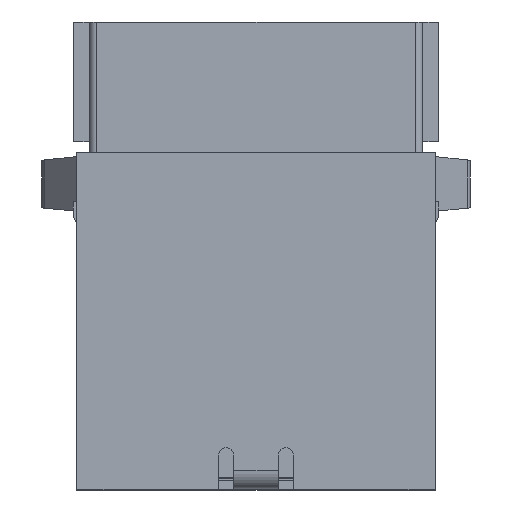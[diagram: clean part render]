
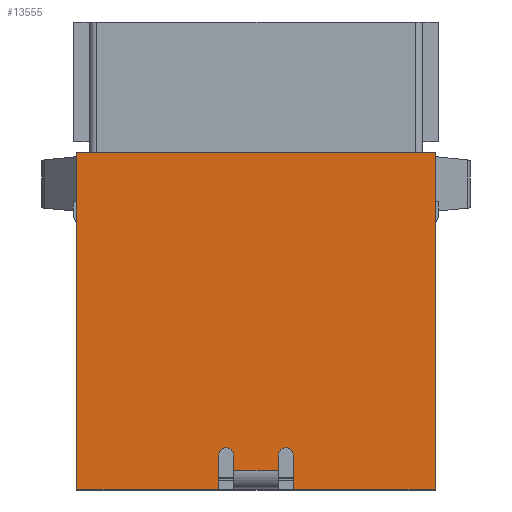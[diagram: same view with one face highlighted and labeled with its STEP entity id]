
A CAD part, top view. The second image highlights one B-rep face of the part: STEP entity #13555.
In plain terms, the highlighted planar face has unit normal (0, 0, 1).
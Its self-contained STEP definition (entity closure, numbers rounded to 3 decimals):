
#1086=DIRECTION('',(0.,-1.,0.));
#1087=VECTOR('',#1086,11.3);
#1088=CARTESIAN_POINT('',(-6.018,3.45,11.51));
#1089=LINE('',#1088,#1087);
#1559=CARTESIAN_POINT('',(-1.,-6.7,11.51));
#1560=DIRECTION('',(0.,0.,1.));
#1561=DIRECTION('',(1.,0.,0.));
#1562=AXIS2_PLACEMENT_3D('',#1559,#1560,#1561);
#1567=CARTESIAN_POINT('',(-1.,-6.7,11.51));
#1568=DIRECTION('',(0.,0.,1.));
#1569=DIRECTION('',(0.,1.,0.));
#1570=AXIS2_PLACEMENT_3D('',#1567,#1568,#1569);
#1575=DIRECTION('',(0.,-1.,0.));
#1576=VECTOR('',#1575,1.15);
#1577=CARTESIAN_POINT('',(-1.25,-6.7,11.51));
#1578=LINE('',#1577,#1576);
#1582=DIRECTION('',(-1.,0.,0.));
#1583=VECTOR('',#1582,4.768);
#1584=CARTESIAN_POINT('',(-1.25,-7.85,11.51));
#1585=LINE('',#1584,#1583);
#1589=DIRECTION('',(0.,-1.,0.));
#1590=VECTOR('',#1589,11.3);
#1591=CARTESIAN_POINT('',(6.018,3.45,11.51));
#1592=LINE('',#1591,#1590);
#1596=DIRECTION('',(-1.,0.,0.));
#1597=VECTOR('',#1596,4.768);
#1598=CARTESIAN_POINT('',(6.018,-7.85,11.51));
#1599=LINE('',#1598,#1597);
#1603=DIRECTION('',(0.,1.,0.));
#1604=VECTOR('',#1603,1.15);
#1605=CARTESIAN_POINT('',(1.25,-7.85,11.51));
#1606=LINE('',#1605,#1604);
#1610=CARTESIAN_POINT('',(1.,-6.7,11.51));
#1611=DIRECTION('',(0.,0.,1.));
#1612=DIRECTION('',(1.,0.,0.));
#1613=AXIS2_PLACEMENT_3D('',#1610,#1611,#1612);
#1618=CARTESIAN_POINT('',(1.,-6.7,11.51));
#1619=DIRECTION('',(0.,0.,1.));
#1620=DIRECTION('',(0.,1.,0.));
#1621=AXIS2_PLACEMENT_3D('',#1618,#1619,#1620);
#1634=DIRECTION('',(0.,1.,0.));
#1635=VECTOR('',#1634,0.512);
#1636=CARTESIAN_POINT('',(0.75,-7.212,11.51));
#1637=LINE('',#1636,#1635);
#1717=DIRECTION('',(1.,0.,0.));
#1718=VECTOR('',#1717,1.5);
#1719=CARTESIAN_POINT('',(-0.75,-7.212,11.51));
#1720=LINE('',#1719,#1718);
#1746=DIRECTION('',(0.,-1.,0.));
#1747=VECTOR('',#1746,0.512);
#1748=CARTESIAN_POINT('',(-0.75,-6.7,11.51));
#1749=LINE('',#1748,#1747);
#1925=DIRECTION('',(-1.,0.,0.));
#1926=VECTOR('',#1925,12.036);
#1927=CARTESIAN_POINT('',(6.018,3.45,11.51));
#1928=LINE('',#1927,#1926);
#10705=CARTESIAN_POINT('',(1.25,-7.85,11.51));
#10707=VERTEX_POINT('',#10705);
#10709=CARTESIAN_POINT('',(6.018,-7.85,11.51));
#10710=VERTEX_POINT('',#10709);
#10723=CARTESIAN_POINT('',(-1.25,-7.85,11.51));
#10725=VERTEX_POINT('',#10723);
#10739=CARTESIAN_POINT('',(-6.018,-7.85,11.51));
#10740=VERTEX_POINT('',#10739);
#10767=CARTESIAN_POINT('',(1.25,-6.7,11.51));
#10768=VERTEX_POINT('',#10767);
#10837=CARTESIAN_POINT('',(6.018,3.45,11.51));
#10838=VERTEX_POINT('',#10837);
#10903=CARTESIAN_POINT('',(-6.018,3.45,11.51));
#10904=VERTEX_POINT('',#10903);
#11141=CARTESIAN_POINT('',(-1.25,-6.7,11.51));
#11142=VERTEX_POINT('',#11141);
#11145=CARTESIAN_POINT('',(0.75,-7.212,11.51));
#11146=CARTESIAN_POINT('',(0.75,-6.7,11.51));
#11147=VERTEX_POINT('',#11145);
#11148=VERTEX_POINT('',#11146);
#11149=CARTESIAN_POINT('',(-0.75,-7.212,11.51));
#11150=VERTEX_POINT('',#11149);
#11151=CARTESIAN_POINT('',(-0.75,-6.7,11.51));
#11152=VERTEX_POINT('',#11151);
#11153=CARTESIAN_POINT('',(-1.,-6.45,11.51));
#11154=VERTEX_POINT('',#11153);
#11155=CARTESIAN_POINT('',(1.,-6.45,11.51));
#11156=VERTEX_POINT('',#11155);
#13526=CARTESIAN_POINT('',(-6.018,-7.85,11.51));
#13527=DIRECTION('',(0.,0.,1.));
#13528=DIRECTION('',(1.,0.,0.));
#13529=AXIS2_PLACEMENT_3D('',#13526,#13527,#13528);
#13530=PLANE('',#13529);
#13532=ORIENTED_EDGE('',*,*,#13531,.F.);
#13534=ORIENTED_EDGE('',*,*,#13533,.F.);
#13536=ORIENTED_EDGE('',*,*,#13535,.F.);
#13538=ORIENTED_EDGE('',*,*,#13537,.T.);
#13540=ORIENTED_EDGE('',*,*,#13539,.T.);
#13541=ORIENTED_EDGE('',*,*,#13512,.T.);
#13542=ORIENTED_EDGE('',*,*,#13502,.T.);
#13543=ORIENTED_EDGE('',*,*,#13289,.F.);
#13545=ORIENTED_EDGE('',*,*,#13544,.F.);
#13546=ORIENTED_EDGE('',*,*,#12808,.T.);
#13547=ORIENTED_EDGE('',*,*,#12650,.T.);
#13548=ORIENTED_EDGE('',*,*,#12680,.T.);
#13550=ORIENTED_EDGE('',*,*,#13549,.T.);
#13552=ORIENTED_EDGE('',*,*,#13551,.T.);
#13553=EDGE_LOOP('',(#13532,#13534,#13536,#13538,#13540,#13541,#13542,#13543,
#13545,#13546,#13547,#13548,#13550,#13552));
#13554=FACE_OUTER_BOUND('',#13553,.F.);
#13555=ADVANCED_FACE('',(#13554),#13530,.T.);
#1563=CIRCLE('',#1562,0.25);
#1571=CIRCLE('',#1570,0.25);
#1614=CIRCLE('',#1613,0.25);
#1622=CIRCLE('',#1621,0.25);
#12650=EDGE_CURVE('',#10710,#10707,#1599,.T.);
#12680=EDGE_CURVE('',#10707,#10768,#1606,.T.);
#12808=EDGE_CURVE('',#10838,#10710,#1592,.T.);
#13289=EDGE_CURVE('',#10904,#10740,#1089,.T.);
#13502=EDGE_CURVE('',#10725,#10740,#1585,.T.);
#13512=EDGE_CURVE('',#11142,#10725,#1578,.T.);
#13531=EDGE_CURVE('',#11147,#11148,#1637,.T.);
#13533=EDGE_CURVE('',#11150,#11147,#1720,.T.);
#13535=EDGE_CURVE('',#11152,#11150,#1749,.T.);
#13537=EDGE_CURVE('',#11152,#11154,#1563,.T.);
#13539=EDGE_CURVE('',#11154,#11142,#1571,.T.);
#13544=EDGE_CURVE('',#10838,#10904,#1928,.T.);
#13549=EDGE_CURVE('',#10768,#11156,#1614,.T.);
#13551=EDGE_CURVE('',#11156,#11148,#1622,.T.);
